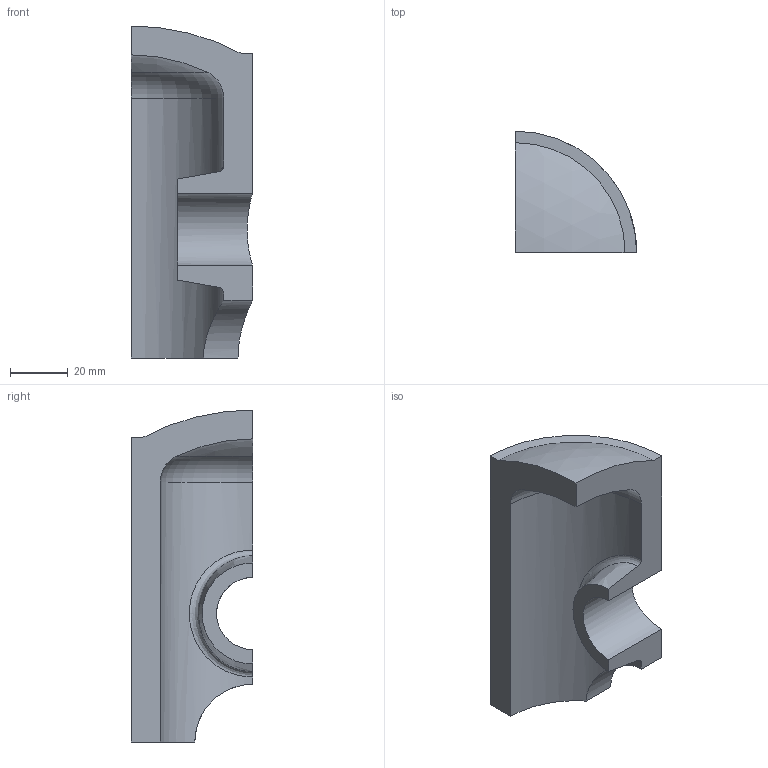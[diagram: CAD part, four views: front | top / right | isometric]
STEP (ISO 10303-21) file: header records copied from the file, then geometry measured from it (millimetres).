
FILE_DESCRIPTION (( 'STEP AP203' ), '1' );
FILE_NAME ('Piston_quart_sans_segments.STEP', '2013-12-17T09:56:28', ( '' ), ( '' ), 'SwSTEP 2.0', 'SolidWorks 2010', '' );
FILE_SCHEMA (( 'CONFIG_CONTROL_DESIGN' ));
Length unit declared in the file: millimetre
Products named in the file (1): Piston_quart_sans_segments
Bounding box: 42 x 42 x 115 mm (x, y, z)
Volume: 69614.9 mm3; surface area: 17681.5 mm2
Topology: 1 solids, 1 shells, 15 faces, 39 edges, 26 vertices
Faces by surface type: plane 6, cylinder 4, sphere 2, torus 1, cone 1, bspline 1
Entity records: 1850 total; most frequent: CARTESIAN_POINT 1398, DIRECTION 80, ORIENTED_EDGE 78, EDGE_CURVE 39, AXIS2_PLACEMENT_3D 31, VERTEX_POINT 26, LINE 18, VECTOR 18
